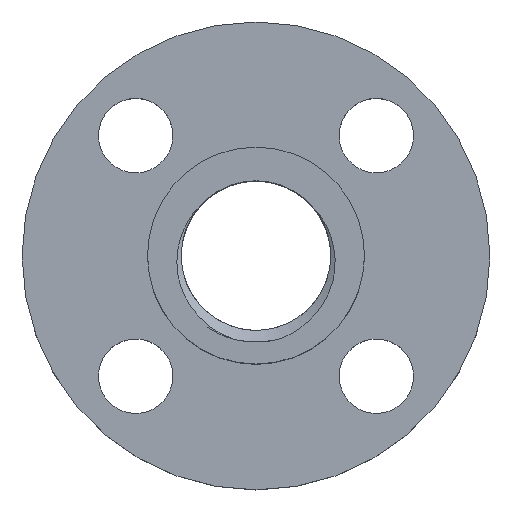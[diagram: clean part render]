
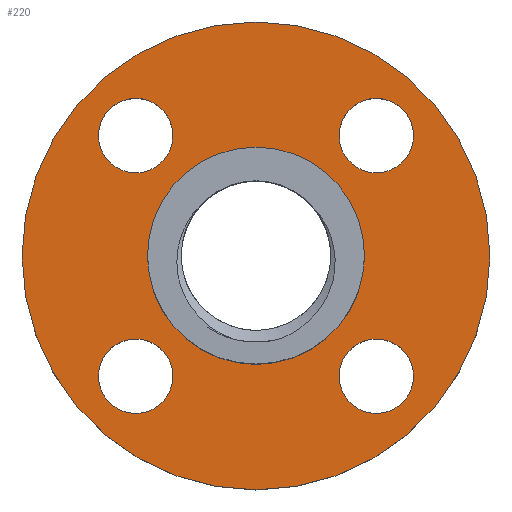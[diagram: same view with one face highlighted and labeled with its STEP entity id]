
A CAD part, top view. The second image highlights one B-rep face of the part: STEP entity #220.
In plain terms, the highlighted planar face has unit normal (0, 0, 1).
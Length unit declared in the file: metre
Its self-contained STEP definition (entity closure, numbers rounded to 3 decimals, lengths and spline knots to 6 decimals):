
#49=ORIENTED_EDGE('',*,*,#101,.T.);
#50=ORIENTED_EDGE('',*,*,#102,.T.);
#51=ORIENTED_EDGE('',*,*,#103,.T.);
#52=ORIENTED_EDGE('',*,*,#104,.T.);
#53=ORIENTED_EDGE('',*,*,#105,.T.);
#54=ORIENTED_EDGE('',*,*,#106,.T.);
#101=EDGE_CURVE('',#127,#127,#147,.T.);
#102=EDGE_CURVE('',#128,#128,#148,.T.);
#103=EDGE_CURVE('',#129,#129,#149,.T.);
#104=EDGE_CURVE('',#130,#130,#150,.T.);
#105=EDGE_CURVE('',#131,#131,#151,.T.);
#106=EDGE_CURVE('',#132,#132,#152,.T.);
#127=VERTEX_POINT('',#545);
#128=VERTEX_POINT('',#547);
#129=VERTEX_POINT('',#549);
#130=VERTEX_POINT('',#551);
#131=VERTEX_POINT('',#553);
#132=VERTEX_POINT('',#555);
#147=CIRCLE('',#254,0.00175);
#148=CIRCLE('',#255,0.00175);
#149=CIRCLE('',#256,0.00175);
#150=CIRCLE('',#257,0.00175);
#151=CIRCLE('',#258,0.0051);
#152=CIRCLE('',#259,0.011);
#162=EDGE_LOOP('',(#49));
#163=EDGE_LOOP('',(#50));
#164=EDGE_LOOP('',(#51));
#165=EDGE_LOOP('',(#52));
#166=EDGE_LOOP('',(#53));
#167=EDGE_LOOP('',(#54));
#192=FACE_BOUND('',#162,.T.);
#193=FACE_BOUND('',#163,.T.);
#194=FACE_BOUND('',#164,.T.);
#195=FACE_BOUND('',#165,.T.);
#196=FACE_BOUND('',#166,.T.);
#197=FACE_BOUND('',#167,.T.);
#217=PLANE('',#253);
#220=ADVANCED_FACE('',(#192,#193,#194,#195,#196,#197),#217,.T.);
#253=AXIS2_PLACEMENT_3D('',#543,#290,#291);
#254=AXIS2_PLACEMENT_3D('',#544,#292,#293);
#255=AXIS2_PLACEMENT_3D('',#546,#294,#295);
#256=AXIS2_PLACEMENT_3D('',#548,#296,#297);
#257=AXIS2_PLACEMENT_3D('',#550,#298,#299);
#258=AXIS2_PLACEMENT_3D('',#552,#300,#301);
#259=AXIS2_PLACEMENT_3D('',#554,#302,#303);
#290=DIRECTION('',(0.,0.,1.));
#291=DIRECTION('',(1.,0.,0.));
#292=DIRECTION('',(0.,0.,-1.));
#293=DIRECTION('',(1.,0.,0.));
#294=DIRECTION('',(0.,0.,-1.));
#295=DIRECTION('',(1.,0.,0.));
#296=DIRECTION('',(0.,0.,-1.));
#297=DIRECTION('',(1.,0.,0.));
#298=DIRECTION('',(0.,0.,-1.));
#299=DIRECTION('',(1.,0.,0.));
#300=DIRECTION('',(0.,0.,-1.));
#301=DIRECTION('',(1.,0.,0.));
#302=DIRECTION('',(0.,0.,1.));
#303=DIRECTION('',(1.,0.,0.));
#543=CARTESIAN_POINT('',(0.,0.,0.0035));
#544=CARTESIAN_POINT('',(-0.005657,-0.005657,0.0035));
#545=CARTESIAN_POINT('',(-0.003907,-0.005657,0.0035));
#546=CARTESIAN_POINT('',(0.005657,-0.005657,0.0035));
#547=CARTESIAN_POINT('',(0.007407,-0.005657,0.0035));
#548=CARTESIAN_POINT('',(0.005657,0.005657,0.0035));
#549=CARTESIAN_POINT('',(0.007407,0.005657,0.0035));
#550=CARTESIAN_POINT('',(-0.005657,0.005657,0.0035));
#551=CARTESIAN_POINT('',(-0.003907,0.005657,0.0035));
#552=CARTESIAN_POINT('',(0.,0.,0.0035));
#553=CARTESIAN_POINT('',(0.0051,0.,0.0035));
#554=CARTESIAN_POINT('',(0.,0.,0.0035));
#555=CARTESIAN_POINT('',(0.011,0.,0.0035));
